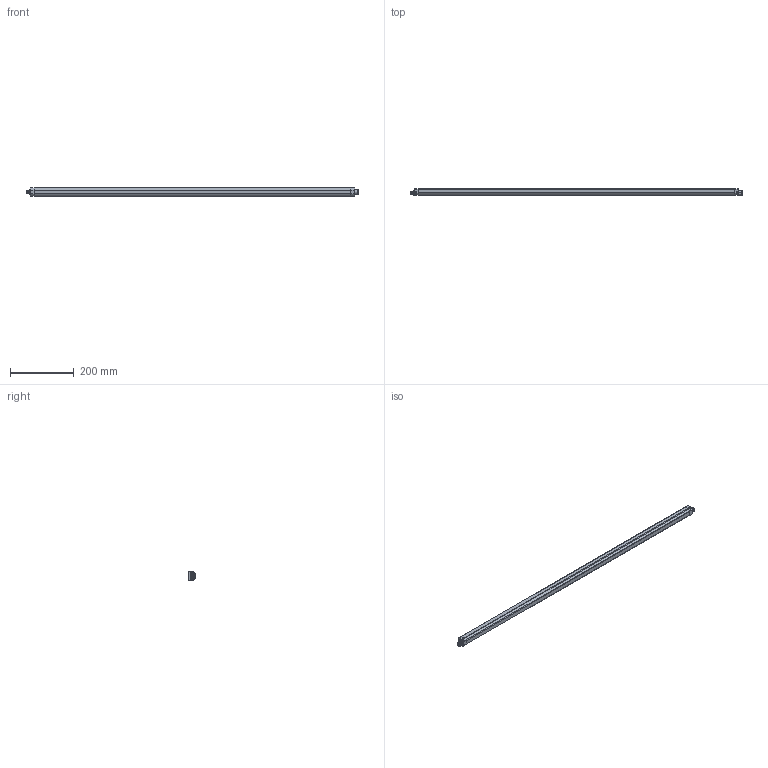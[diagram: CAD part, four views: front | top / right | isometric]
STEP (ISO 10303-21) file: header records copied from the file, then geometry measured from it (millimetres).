
FILE_DESCRIPTION((''),'2;1');
FILE_NAME('154540_SM01_ASM','2025-10-10T10:17:22',('banengservice'),('BANNER ENGINEERING'),'CREO PARAMETRIC BY PTC INC, 2022414','CREO PARAMETRIC BY PTC INC, 2022414','');
FILE_SCHEMA(('CONFIG_CONTROL_DESIGN'));
Length unit declared in the file: millimetre
Products named in the file (2): 154540_EP01; 154540_SM01_ASM
Assembly tree (1 placements, depth 2):
  154540_SM01_ASM
    154540_EP01
Bounding box: 1040 x 21 x 28 mm (x, y, z)
Volume: 541269.6 mm3; surface area: 98586.5 mm2
Topology: 1 solids, 1 shells, 414 faces, 1031 edges, 637 vertices
Faces by surface type: cylinder 150, plane 127, cone 71, torus 33, bspline 25, sphere 8
Entity records: 29784 total; most frequent: CARTESIAN_POINT 19925, DIRECTION 2081, ORIENTED_EDGE 2046, EDGE_CURVE 1023, AXIS2_PLACEMENT_3D 793, VERTEX_POINT 637, VECTOR 495, LINE 495
